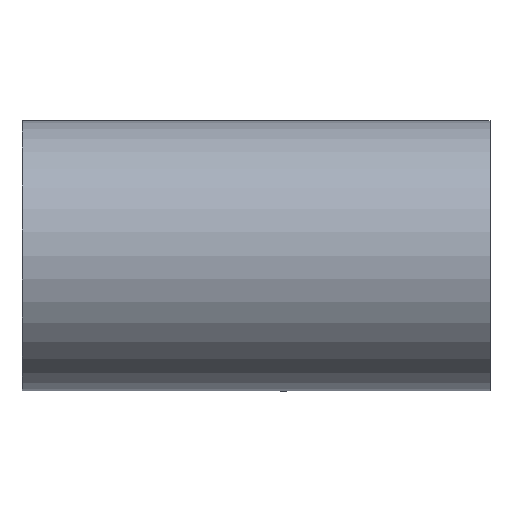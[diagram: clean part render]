
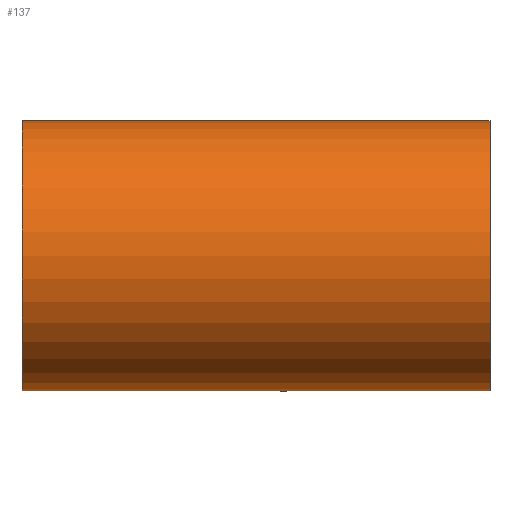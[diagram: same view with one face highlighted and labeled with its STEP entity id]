
A CAD part, top view. The second image highlights one B-rep face of the part: STEP entity #137.
In plain terms, the highlighted cylindrical face has radius 27.85 mm (diameter 55.7 mm), a full revolution.
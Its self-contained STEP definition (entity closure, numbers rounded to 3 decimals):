
#23=ELLIPSE('',#163,39.386,27.85);
#24=ELLIPSE('',#164,39.386,27.85);
#25=ELLIPSE('',#165,39.386,27.85);
#30=LINE('',#316,#35);
#31=LINE('',#318,#36);
#35=VECTOR('',#205,27.85);
#36=VECTOR('',#206,27.85);
#40=CYLINDRICAL_SURFACE('',#167,27.85);
#50=FACE_OUTER_BOUND('',#60,.T.);
#60=EDGE_LOOP('',(#113,#114,#115,#116,#117,#118,#119,#120,#121));
#65=CIRCLE('',#157,27.85);
#69=CIRCLE('',#168,27.85);
#71=VERTEX_POINT('',#225);
#77=VERTEX_POINT('',#307);
#78=VERTEX_POINT('',#309);
#79=VERTEX_POINT('',#311);
#80=VERTEX_POINT('',#317);
#82=EDGE_CURVE('',#71,#71,#65,.T.);
#90=EDGE_CURVE('',#78,#77,#23,.T.);
#91=EDGE_CURVE('',#79,#78,#24,.T.);
#92=EDGE_CURVE('',#77,#79,#25,.T.);
#93=EDGE_CURVE('',#71,#79,#30,.T.);
#94=EDGE_CURVE('',#79,#80,#31,.T.);
#95=EDGE_CURVE('',#80,#80,#69,.T.);
#113=ORIENTED_EDGE('',*,*,#82,.T.);
#114=ORIENTED_EDGE('',*,*,#93,.T.);
#115=ORIENTED_EDGE('',*,*,#91,.T.);
#116=ORIENTED_EDGE('',*,*,#90,.T.);
#117=ORIENTED_EDGE('',*,*,#92,.T.);
#118=ORIENTED_EDGE('',*,*,#94,.T.);
#119=ORIENTED_EDGE('',*,*,#95,.T.);
#120=ORIENTED_EDGE('',*,*,#94,.F.);
#121=ORIENTED_EDGE('',*,*,#93,.F.);
#137=ADVANCED_FACE('',(#50),#40,.T.);
#157=AXIS2_PLACEMENT_3D('',#226,#181,#182);
#163=AXIS2_PLACEMENT_3D('',#310,#195,#196);
#164=AXIS2_PLACEMENT_3D('',#312,#197,#198);
#165=AXIS2_PLACEMENT_3D('',#313,#199,#200);
#167=AXIS2_PLACEMENT_3D('',#315,#203,#204);
#168=AXIS2_PLACEMENT_3D('',#319,#207,#208);
#181=DIRECTION('center_axis',(-1.,0.,0.));
#182=DIRECTION('ref_axis',(0.,1.,0.));
#195=DIRECTION('center_axis',(-0.707,0.,0.707));
#196=DIRECTION('ref_axis',(0.707,0.,0.707));
#197=DIRECTION('center_axis',(0.707,0.,0.707));
#198=DIRECTION('ref_axis',(0.707,0.,-0.707));
#199=DIRECTION('center_axis',(-0.707,0.,0.707));
#200=DIRECTION('ref_axis',(0.707,0.,0.707));
#203=DIRECTION('center_axis',(1.,0.,0.));
#204=DIRECTION('ref_axis',(0.,1.,0.));
#205=DIRECTION('',(-1.,0.,0.));
#206=DIRECTION('',(-1.,0.,0.));
#207=DIRECTION('center_axis',(1.,0.,0.));
#208=DIRECTION('ref_axis',(0.,1.,0.));
#225=CARTESIAN_POINT('',(96.5,-27.85,0.));
#226=CARTESIAN_POINT('Origin',(96.5,0.,0.));
#307=CARTESIAN_POINT('',(26.15,0.,-27.85));
#309=CARTESIAN_POINT('',(54.,27.85,0.));
#310=CARTESIAN_POINT('Origin',(54.,0.,0.));
#311=CARTESIAN_POINT('',(54.,-27.85,0.));
#312=CARTESIAN_POINT('Origin',(54.,0.,0.));
#313=CARTESIAN_POINT('Origin',(54.,0.,0.));
#315=CARTESIAN_POINT('Origin',(0.,0.,0.));
#316=CARTESIAN_POINT('',(0.,-27.85,0.));
#317=CARTESIAN_POINT('',(0.,-27.85,0.));
#318=CARTESIAN_POINT('',(0.,-27.85,0.));
#319=CARTESIAN_POINT('Origin',(0.,0.,0.));
